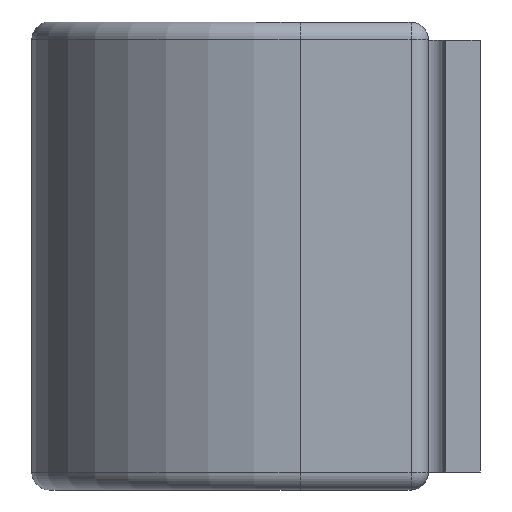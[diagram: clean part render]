
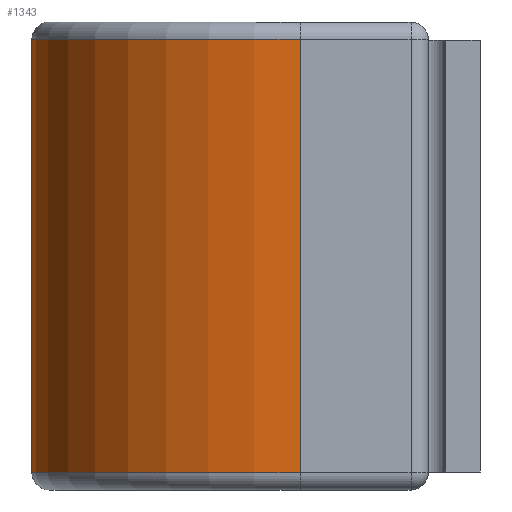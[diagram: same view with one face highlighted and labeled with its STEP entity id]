
A CAD part, left-side view. The second image highlights one B-rep face of the part: STEP entity #1343.
In plain terms, the highlighted cylindrical face has radius 11.836 mm (diameter 23.673 mm), a partial arc.
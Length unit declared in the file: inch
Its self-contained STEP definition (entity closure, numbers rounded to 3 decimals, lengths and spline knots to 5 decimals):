
#18 = VERTEX_POINT ( 'NONE', #638 ) ;
#36 = DIRECTION ( 'NONE',  ( 1., 0., 0. ) ) ;
#50 = VECTOR ( 'NONE', #709, 39.37008 ) ;
#58 = CARTESIAN_POINT ( 'NONE',  ( 1.25, 0.31225, -0.37625 ) ) ;
#59 = LINE ( 'NONE', #173, #1655 ) ;
#99 = LINE ( 'NONE', #1790, #50 ) ;
#113 = FACE_OUTER_BOUND ( 'NONE', #1960, .T. ) ;
#127 = CARTESIAN_POINT ( 'NONE',  ( 1.25, 0.31225, 0.375 ) ) ;
#169 = CARTESIAN_POINT ( 'NONE',  ( 1.716, 0.31225, 0.37625 ) ) ;
#173 = CARTESIAN_POINT ( 'NONE',  ( 1.716, 0.31225, -0.37625 ) ) ;
#210 = DIRECTION ( 'NONE',  ( 1., 0., 0. ) ) ;
#284 = DIRECTION ( 'NONE',  ( 0., 0., 1. ) ) ;
#293 = EDGE_CURVE ( 'NONE', #673, #18, #1841, .T. ) ;
#403 = EDGE_CURVE ( 'NONE', #1271, #419, #1154, .T. ) ;
#419 = VERTEX_POINT ( 'NONE', #1916 ) ;
#592 = AXIS2_PLACEMENT_3D ( 'NONE', #1886, #964, #36 ) ;
#638 = CARTESIAN_POINT ( 'NONE',  ( 0.784, 0.31225, 0.37625 ) ) ;
#649 = ORIENTED_EDGE ( 'NONE', *, *, #403, .T. ) ;
#673 = VERTEX_POINT ( 'NONE', #169 ) ;
#709 = DIRECTION ( 'NONE',  ( 0., 0., 1. ) ) ;
#754 = AXIS2_PLACEMENT_3D ( 'NONE', #127, #284, #912 ) ;
#906 = ORIENTED_EDGE ( 'NONE', *, *, #293, .F. ) ;
#912 = DIRECTION ( 'NONE',  ( 1., 0., 0. ) ) ;
#964 = DIRECTION ( 'NONE',  ( 0., 0., 1. ) ) ;
#1082 = ORIENTED_EDGE ( 'NONE', *, *, #1977, .F. ) ;
#1143 = DIRECTION ( 'NONE',  ( 0., 0., 1. ) ) ;
#1154 = CIRCLE ( 'NONE', #1338, 0.466 ) ;
#1271 = VERTEX_POINT ( 'NONE', #1327 ) ;
#1327 = CARTESIAN_POINT ( 'NONE',  ( 1.716, 0.31225, -0.37625 ) ) ;
#1338 = AXIS2_PLACEMENT_3D ( 'NONE', #58, #1143, #210 ) ;
#1343 = ADVANCED_FACE ( 'NONE', ( #113 ), #1519, .T. ) ;
#1424 = DIRECTION ( 'NONE',  ( 0., 0., 1. ) ) ;
#1519 = CYLINDRICAL_SURFACE ( 'NONE', #754, 0.466 ) ;
#1654 = EDGE_CURVE ( 'NONE', #419, #18, #99, .T. ) ;
#1655 = VECTOR ( 'NONE', #1424, 39.37008 ) ;
#1783 = ORIENTED_EDGE ( 'NONE', *, *, #1654, .T. ) ;
#1790 = CARTESIAN_POINT ( 'NONE',  ( 0.784, 0.31225, -0.37625 ) ) ;
#1841 = CIRCLE ( 'NONE', #592, 0.466 ) ;
#1886 = CARTESIAN_POINT ( 'NONE',  ( 1.25, 0.31225, 0.37625 ) ) ;
#1916 = CARTESIAN_POINT ( 'NONE',  ( 0.784, 0.31225, -0.37625 ) ) ;
#1960 = EDGE_LOOP ( 'NONE', ( #1082, #649, #1783, #906 ) ) ;
#1977 = EDGE_CURVE ( 'NONE', #1271, #673, #59, .T. ) ;
